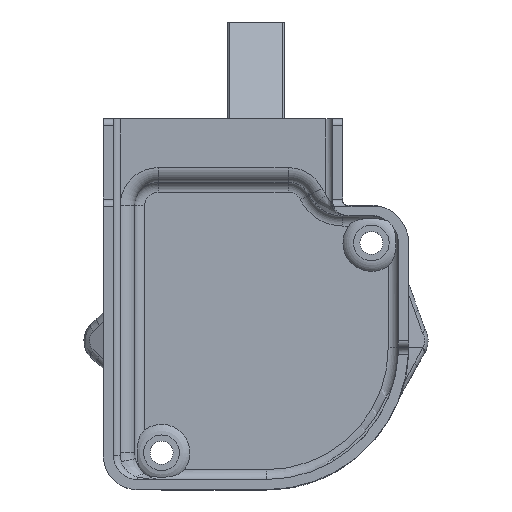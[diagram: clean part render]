
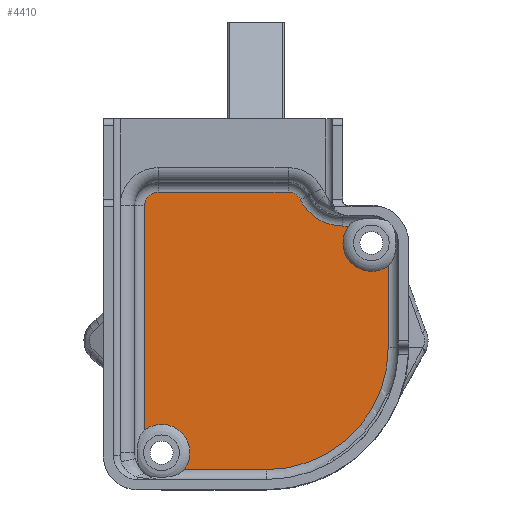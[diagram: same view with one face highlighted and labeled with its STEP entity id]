
A CAD part, top view. The second image highlights one B-rep face of the part: STEP entity #4410.
In plain terms, the highlighted planar face has unit normal (0, 0, 1).
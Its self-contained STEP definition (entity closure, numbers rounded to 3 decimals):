
#127=CIRCLE('',#4665,2.);
#131=CIRCLE('',#4671,2.);
#134=CIRCLE('',#4675,7.);
#137=CIRCLE('',#4680,4.195);
#139=CIRCLE('',#4682,4.195);
#163=CIRCLE('',#4714,4.195);
#165=CIRCLE('',#4718,18.);
#354=PLANE('',#4731);
#459=FACE_OUTER_BOUND('',#707,.T.);
#707=EDGE_LOOP('',(#3103,#3104,#3105,#3106,#3107,#3108,#3109,#3110,#3111,
#3112,#3113,#3114));
#970=LINE('',#6611,#1284);
#978=LINE('',#6683,#1292);
#980=LINE('',#6709,#1294);
#1003=LINE('',#6916,#1317);
#1008=LINE('',#6970,#1322);
#1284=VECTOR('',#5159,10.);
#1292=VECTOR('',#5181,10.);
#1294=VECTOR('',#5201,10.);
#1317=VECTOR('',#5302,10.);
#1322=VECTOR('',#5317,10.);
#1764=VERTEX_POINT('',#6582);
#1766=VERTEX_POINT('',#6610);
#1779=VERTEX_POINT('',#6673);
#1781=VERTEX_POINT('',#6679);
#1783=VERTEX_POINT('',#6685);
#1785=VERTEX_POINT('',#6691);
#1789=VERTEX_POINT('',#6708);
#1791=VERTEX_POINT('',#6739);
#1793=VERTEX_POINT('',#6744);
#1829=VERTEX_POINT('',#6894);
#1830=VERTEX_POINT('',#6915);
#1835=VERTEX_POINT('',#6948);
#2219=EDGE_CURVE('',#1764,#1766,#970,.T.);
#2235=EDGE_CURVE('',#1766,#1779,#127,.T.);
#2238=EDGE_CURVE('',#1779,#1781,#978,.T.);
#2241=EDGE_CURVE('',#1781,#1783,#131,.T.);
#2244=EDGE_CURVE('',#1783,#1785,#134,.T.);
#2247=EDGE_CURVE('',#1785,#1789,#980,.T.);
#2251=EDGE_CURVE('',#1764,#1791,#137,.F.);
#2254=EDGE_CURVE('',#1791,#1793,#139,.F.);
#2303=EDGE_CURVE('',#1829,#1789,#163,.F.);
#2305=EDGE_CURVE('',#1829,#1830,#1003,.T.);
#2313=EDGE_CURVE('',#1830,#1835,#165,.T.);
#2318=EDGE_CURVE('',#1835,#1793,#1008,.T.);
#3103=ORIENTED_EDGE('',*,*,#2219,.F.);
#3104=ORIENTED_EDGE('',*,*,#2251,.T.);
#3105=ORIENTED_EDGE('',*,*,#2254,.T.);
#3106=ORIENTED_EDGE('',*,*,#2318,.F.);
#3107=ORIENTED_EDGE('',*,*,#2313,.F.);
#3108=ORIENTED_EDGE('',*,*,#2305,.F.);
#3109=ORIENTED_EDGE('',*,*,#2303,.T.);
#3110=ORIENTED_EDGE('',*,*,#2247,.F.);
#3111=ORIENTED_EDGE('',*,*,#2244,.F.);
#3112=ORIENTED_EDGE('',*,*,#2241,.F.);
#3113=ORIENTED_EDGE('',*,*,#2238,.F.);
#3114=ORIENTED_EDGE('',*,*,#2235,.F.);
#4410=ADVANCED_FACE('',(#459),#354,.T.);
#4665=AXIS2_PLACEMENT_3D('',#6677,#5174,#5175);
#4671=AXIS2_PLACEMENT_3D('',#6689,#5188,#5189);
#4675=AXIS2_PLACEMENT_3D('',#6695,#5196,#5197);
#4680=AXIS2_PLACEMENT_3D('',#6741,#5208,#5209);
#4682=AXIS2_PLACEMENT_3D('',#6772,#5212,#5213);
#4714=AXIS2_PLACEMENT_3D('',#6895,#5298,#5299);
#4718=AXIS2_PLACEMENT_3D('',#6949,#5310,#5311);
#4731=AXIS2_PLACEMENT_3D('',#7102,#5347,#5348);
#5159=DIRECTION('',(0.,1.,0.));
#5174=DIRECTION('center_axis',(0.,0.,-1.));
#5175=DIRECTION('ref_axis',(-0.707,0.707,0.));
#5181=DIRECTION('',(1.,0.,0.));
#5188=DIRECTION('center_axis',(0.,0.,-1.));
#5189=DIRECTION('ref_axis',(0.527,0.85,0.));
#5196=DIRECTION('center_axis',(0.,0.,1.));
#5197=DIRECTION('ref_axis',(-0.527,-0.85,0.));
#5201=DIRECTION('',(1.,0.,0.));
#5208=DIRECTION('center_axis',(0.,0.,
1.));
#5209=DIRECTION('ref_axis',(1.,0.,0.));
#5212=DIRECTION('center_axis',(0.,0.,
1.));
#5213=DIRECTION('ref_axis',(1.,0.,0.));
#5298=DIRECTION('center_axis',(0.,0.,
1.));
#5299=DIRECTION('ref_axis',(1.,0.,0.));
#5302=DIRECTION('',(0.,-1.,0.));
#5310=DIRECTION('center_axis',(0.,0.,-1.));
#5311=DIRECTION('ref_axis',(0.707,-0.707,0.));
#5317=DIRECTION('',(-1.,0.,0.));
#5347=DIRECTION('center_axis',(0.,0.,1.));
#5348=DIRECTION('ref_axis',(-1.,0.,0.));
#6582=CARTESIAN_POINT('',(-11.6,9.069,-26.25));
#6610=CARTESIAN_POINT('',(-11.6,42.2,-26.25));
#6611=CARTESIAN_POINT('',(-11.6,21.2,-26.25));
#6673=CARTESIAN_POINT('',(-9.6,44.2,-26.25));
#6677=CARTESIAN_POINT('Origin',(-9.6,42.2,-26.25));
#6679=CARTESIAN_POINT('',(9.6,44.2,-26.25));
#6683=CARTESIAN_POINT('',(-4.1,44.2,-26.25));
#6685=CARTESIAN_POINT('',(11.392,43.089,-26.25));
#6689=CARTESIAN_POINT('Origin',(9.6,42.2,-26.25));
#6691=CARTESIAN_POINT('',(17.662,39.2,-26.25));
#6695=CARTESIAN_POINT('Origin',(17.662,46.2,-26.25));
#6708=CARTESIAN_POINT('',(18.531,39.2,-26.25));
#6709=CARTESIAN_POINT('',(6.4,39.2,-26.25));
#6739=CARTESIAN_POINT('',(-4.905,5.7,-26.25));
#6741=CARTESIAN_POINT('Origin',(-9.1,5.7,-26.25));
#6744=CARTESIAN_POINT('',(-5.731,3.2,-26.25));
#6772=CARTESIAN_POINT('Origin',(-9.1,5.7,-26.25));
#6894=CARTESIAN_POINT('',(24.4,33.331,-26.25));
#6895=CARTESIAN_POINT('Origin',(21.9,36.7,-26.25));
#6915=CARTESIAN_POINT('',(24.4,21.2,-26.25));
#6916=CARTESIAN_POINT('',(24.4,31.7,-26.25));
#6948=CARTESIAN_POINT('',(6.4,3.2,-26.25));
#6949=CARTESIAN_POINT('Origin',(6.4,21.2,-26.25));
#6970=CARTESIAN_POINT('',(-4.1,3.2,-26.25));
#7102=CARTESIAN_POINT('Origin',(6.4,21.2,-26.25));
